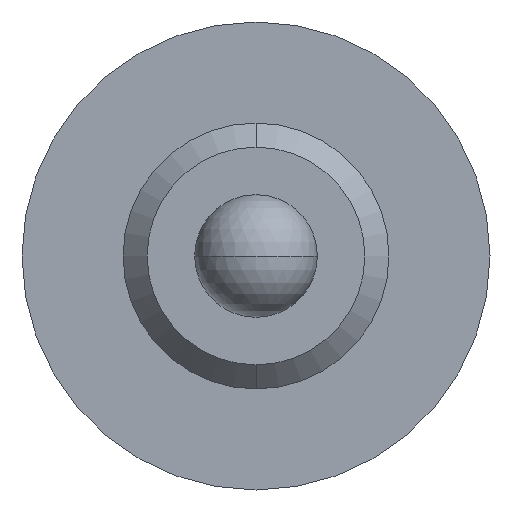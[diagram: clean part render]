
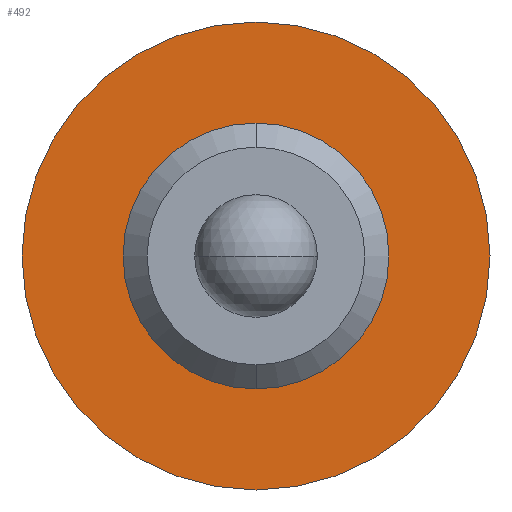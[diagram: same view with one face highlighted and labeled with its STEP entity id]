
A CAD part, front view. The second image highlights one B-rep face of the part: STEP entity #492.
In plain terms, the highlighted planar face has unit normal (0, -1, 0).
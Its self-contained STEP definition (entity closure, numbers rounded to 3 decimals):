
#4 = FACE_BOUND ( 'NONE', #467, .T. ) ;
#15 = AXIS2_PLACEMENT_3D ( 'NONE', #56, #150, #253 ) ;
#17 = DIRECTION ( 'NONE',  ( 0., 1., 0. ) ) ;
#35 = VERTEX_POINT ( 'NONE', #450 ) ;
#50 = EDGE_CURVE ( 'NONE', #369, #35, #373, .T. ) ;
#51 = CARTESIAN_POINT ( 'NONE',  ( 0., -1.685, 0. ) ) ;
#54 = PLANE ( 'NONE',  #15 ) ;
#56 = CARTESIAN_POINT ( 'NONE',  ( 1.105, -1.685, 0. ) ) ;
#90 = CARTESIAN_POINT ( 'NONE',  ( 0., -1.685, 1.105 ) ) ;
#92 = AXIS2_PLACEMENT_3D ( 'NONE', #146, #106, #303 ) ;
#93 = CIRCLE ( 'NONE', #601, 1.105 ) ;
#106 = DIRECTION ( 'NONE',  ( 0., 1., 0. ) ) ;
#123 = EDGE_CURVE ( 'NONE', #166, #314, #290, .T. ) ;
#146 = CARTESIAN_POINT ( 'NONE',  ( 0., -1.685, 0. ) ) ;
#150 = DIRECTION ( 'NONE',  ( 0., 1., 0. ) ) ;
#166 = VERTEX_POINT ( 'NONE', #242 ) ;
#213 = AXIS2_PLACEMENT_3D ( 'NONE', #51, #554, #395 ) ;
#242 = CARTESIAN_POINT ( 'NONE',  ( 0., -1.685, -1.945 ) ) ;
#252 = DIRECTION ( 'NONE',  ( 0., 1., 0. ) ) ;
#253 = DIRECTION ( 'NONE',  ( 0., 0., 1. ) ) ;
#257 = EDGE_CURVE ( 'NONE', #35, #369, #93, .T. ) ;
#267 = CIRCLE ( 'NONE', #213, 1.945 ) ;
#290 = CIRCLE ( 'NONE', #92, 1.945 ) ;
#303 = DIRECTION ( 'NONE',  ( 0., 0., 1. ) ) ;
#307 = CARTESIAN_POINT ( 'NONE',  ( 0., -1.685, 0. ) ) ;
#314 = VERTEX_POINT ( 'NONE', #481 ) ;
#327 = ORIENTED_EDGE ( 'NONE', *, *, #489, .F. ) ;
#344 = ORIENTED_EDGE ( 'NONE', *, *, #123, .F. ) ;
#369 = VERTEX_POINT ( 'NONE', #90 ) ;
#373 = CIRCLE ( 'NONE', #517, 1.105 ) ;
#395 = DIRECTION ( 'NONE',  ( 0., 0., 1. ) ) ;
#447 = FACE_OUTER_BOUND ( 'NONE', #482, .T. ) ;
#448 = CARTESIAN_POINT ( 'NONE',  ( 0., -1.685, 0. ) ) ;
#450 = CARTESIAN_POINT ( 'NONE',  ( 0., -1.685, -1.105 ) ) ;
#467 = EDGE_LOOP ( 'NONE', ( #629, #504 ) ) ;
#481 = CARTESIAN_POINT ( 'NONE',  ( 0., -1.685, 1.945 ) ) ;
#482 = EDGE_LOOP ( 'NONE', ( #327, #344 ) ) ;
#489 = EDGE_CURVE ( 'NONE', #314, #166, #267, .T. ) ;
#492 = ADVANCED_FACE ( 'NONE', ( #447, #4 ), #54, .F. ) ;
#503 = DIRECTION ( 'NONE',  ( 0., 0., 1. ) ) ;
#504 = ORIENTED_EDGE ( 'NONE', *, *, #257, .T. ) ;
#517 = AXIS2_PLACEMENT_3D ( 'NONE', #448, #252, #645 ) ;
#554 = DIRECTION ( 'NONE',  ( 0., 1., 0. ) ) ;
#601 = AXIS2_PLACEMENT_3D ( 'NONE', #307, #17, #503 ) ;
#629 = ORIENTED_EDGE ( 'NONE', *, *, #50, .T. ) ;
#645 = DIRECTION ( 'NONE',  ( 0., 0., 1. ) ) ;
